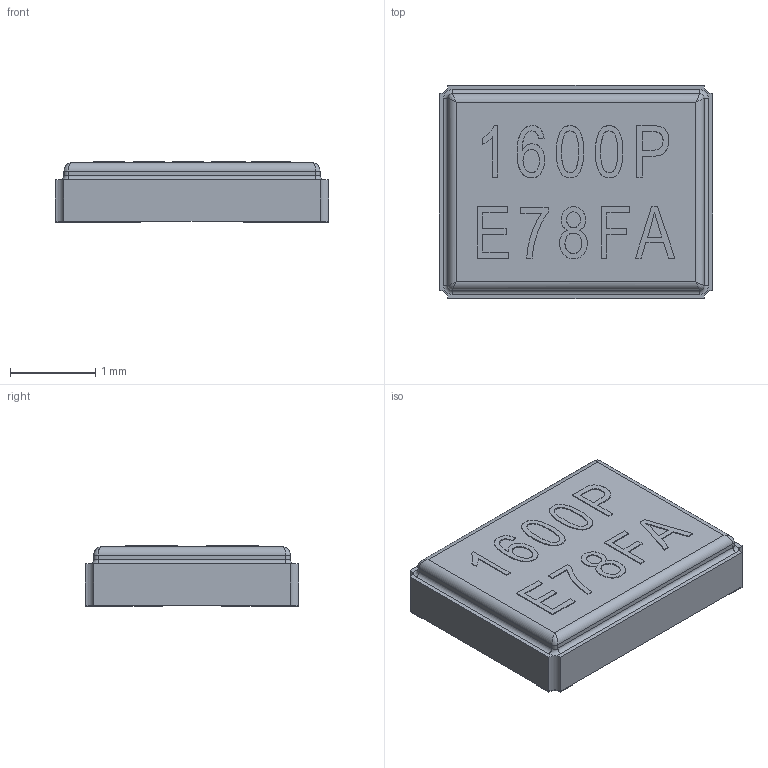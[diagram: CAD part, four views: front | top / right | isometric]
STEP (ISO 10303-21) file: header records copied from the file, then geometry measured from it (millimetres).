
FILE_DESCRIPTION(/* description */ (''),/* implementation_level */ '2;1');
FILE_NAME(/* name */ 'FA238-16MHz Crystal.step',/* time_stamp */ '2021-04-02T15:05:07+09:00',/* author */ (''),/* organization */ (''),/* preprocessor_version */ 'ST-DEVELOPER v18.1',/* originating_system */ 'Autodesk Translation Framework v9.10.0.1330',/* authorisation */ '');
FILE_SCHEMA (('AUTOMOTIVE_DESIGN { 1 0 10303 214 3 1 1 }'));
Length unit declared in the file: millimetre
Products named in the file (6): FA238-16MHz Crystal; pad; text; compornent2; component; base
Assembly tree (5 placements, depth 2):
  FA238-16MHz Crystal
    pad
    text
    compornent2
    component
    base
Bounding box: 3.2 x 2.5 x 0.71 mm (x, y, z)
Volume: 5.3 mm3; surface area: 59.6 mm2
Topology: 17 solids, 17 shells, 264 faces, 682 edges, 448 vertices
Faces by surface type: plane 126, bspline 114, cylinder 20, torus 4
Entity records: 9269 total; most frequent: CARTESIAN_POINT 3348, ORIENTED_EDGE 1356, DIRECTION 830, EDGE_CURVE 678, VERTEX_POINT 448, LINE 410, VECTOR 410, EDGE_LOOP 278
